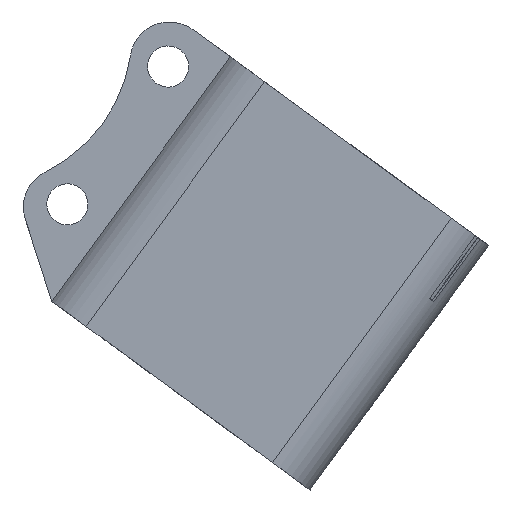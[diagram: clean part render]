
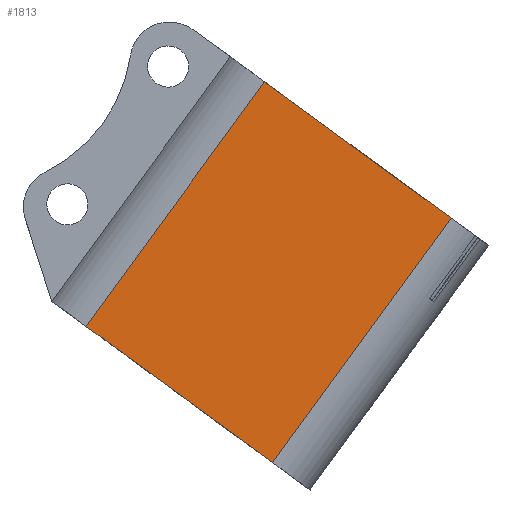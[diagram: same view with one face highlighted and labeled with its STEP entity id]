
A CAD part, left-side view. The second image highlights one B-rep face of the part: STEP entity #1813.
In plain terms, the highlighted planar face has unit normal (-1, 0, 0).
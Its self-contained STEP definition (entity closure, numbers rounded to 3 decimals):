
#341=FACE_OUTER_BOUND('',#444,.T.);
#444=EDGE_LOOP('',(#1546,#1547,#1548,#1549));
#563=LINE('',#2995,#703);
#570=LINE('',#3029,#710);
#588=LINE('',#3093,#728);
#589=LINE('',#3101,#729);
#703=VECTOR('',#2374,10.);
#710=VECTOR('',#2411,10.);
#728=VECTOR('',#2487,10.);
#729=VECTOR('',#2498,6.);
#877=VERTEX_POINT('',#2992);
#878=VERTEX_POINT('',#2994);
#890=VERTEX_POINT('',#3027);
#907=VERTEX_POINT('',#3092);
#1085=EDGE_CURVE('',#877,#878,#563,.T.);
#1102=EDGE_CURVE('',#877,#890,#570,.T.);
#1136=EDGE_CURVE('',#907,#878,#588,.T.);
#1141=EDGE_CURVE('',#907,#890,#589,.T.);
#1546=ORIENTED_EDGE('',*,*,#1085,.F.);
#1547=ORIENTED_EDGE('',*,*,#1102,.T.);
#1548=ORIENTED_EDGE('',*,*,#1141,.F.);
#1549=ORIENTED_EDGE('',*,*,#1136,.T.);
#1736=PLANE('',#2023);
#1813=ADVANCED_FACE('',(#341),#1736,.T.);
#2023=AXIS2_PLACEMENT_3D('',#3100,#2496,#2497);
#2374=DIRECTION('',(0.,0.59,-0.807));
#2411=DIRECTION('',(0.,0.807,0.59));
#2487=DIRECTION('',(0.,-0.807,-0.59));
#2496=DIRECTION('center_axis',(-1.,0.,0.));
#2497=DIRECTION('ref_axis',(0.,-0.59,0.807));
#2498=DIRECTION('',(0.,-0.59,0.807));
#2992=CARTESIAN_POINT('',(-23.463,-37.52,19.051));
#2994=CARTESIAN_POINT('',(-23.463,-14.51,-12.438));
#2995=CARTESIAN_POINT('',(-23.463,-31.768,11.179));
#3027=CARTESIAN_POINT('',(-23.463,-13.504,36.601));
#3029=CARTESIAN_POINT('',(-23.463,-9.1,39.819));
#3092=CARTESIAN_POINT('',(-23.463,9.506,5.112));
#3093=CARTESIAN_POINT('',(-23.463,-19.355,-15.978));
#3100=CARTESIAN_POINT('Origin',(-23.463,-14.227,11.921));
#3101=CARTESIAN_POINT('',(-23.463,3.754,12.984));
